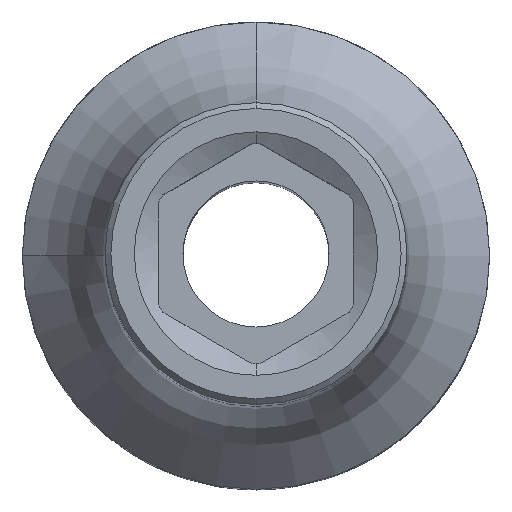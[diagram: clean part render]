
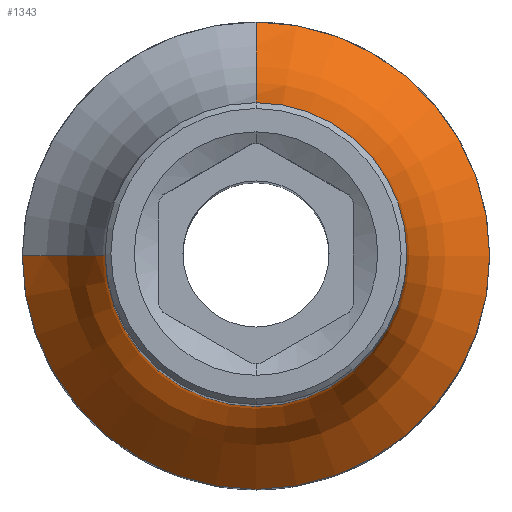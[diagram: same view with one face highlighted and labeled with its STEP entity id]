
A CAD part, top view. The second image highlights one B-rep face of the part: STEP entity #1343.
In plain terms, the highlighted toroidal (fillet/blend) face has major radius 17.75 mm and minor radius 10 mm.
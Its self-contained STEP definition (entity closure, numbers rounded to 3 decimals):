
#160=CARTESIAN_POINT('',(0.,0.,19.));
#161=DIRECTION('',(0.,0.,1.));
#162=DIRECTION('',(1.,0.,0.));
#163=AXIS2_PLACEMENT_3D('',#160,#161,#162);
#393=CARTESIAN_POINT('',(0.,0.,27.182));
#394=DIRECTION('',(0.,0.,1.));
#395=DIRECTION('',(0.,-1.,0.));
#396=AXIS2_PLACEMENT_3D('',#393,#394,#395);
#398=CARTESIAN_POINT('',(0.,0.,19.));
#399=DIRECTION('',(0.,0.,-1.));
#400=DIRECTION('',(1.,0.,0.));
#401=AXIS2_PLACEMENT_3D('',#398,#399,#400);
#403=CARTESIAN_POINT('',(-17.75,0.,27.182));
#404=DIRECTION('',(0.,-1.,0.));
#405=DIRECTION('',(0.575,0.,-0.818));
#406=AXIS2_PLACEMENT_3D('',#403,#404,#405);
#878=CARTESIAN_POINT('',(0.,0.,27.182));
#879=DIRECTION('',(0.,0.,1.));
#880=DIRECTION('',(-1.,0.,0.));
#881=AXIS2_PLACEMENT_3D('',#878,#879,#880);
#888=CARTESIAN_POINT('',(0.,17.75,27.182));
#889=DIRECTION('',(-1.,0.,0.));
#890=DIRECTION('',(0.,-0.575,-0.818));
#891=AXIS2_PLACEMENT_3D('',#888,#889,#890);
#1008=CARTESIAN_POINT('',(12.,0.,19.));
#1009=CARTESIAN_POINT('',(0.,12.,19.));
#1010=VERTEX_POINT('',#1008);
#1011=VERTEX_POINT('',#1009);
#1012=CARTESIAN_POINT('',(-12.,0.,19.));
#1013=VERTEX_POINT('',#1012);
#1014=CARTESIAN_POINT('',(0.,7.75,27.182));
#1015=CARTESIAN_POINT('',(-7.75,0.,27.182));
#1016=VERTEX_POINT('',#1014);
#1017=VERTEX_POINT('',#1015);
#1018=CARTESIAN_POINT('',(0.,-7.75,27.182));
#1019=VERTEX_POINT('',#1018);
#1326=CARTESIAN_POINT('',(0.,0.,27.182));
#1327=DIRECTION('',(0.,0.,1.));
#1328=DIRECTION('',(-0.017,-1.,0.));
#1329=AXIS2_PLACEMENT_3D('',#1326,#1327,#1328);
#1330=TOROIDAL_SURFACE('',#1329,17.75,10.);
#1332=ORIENTED_EDGE('',*,*,#1331,.T.);
#1334=ORIENTED_EDGE('',*,*,#1333,.F.);
#1335=ORIENTED_EDGE('',*,*,#1169,.F.);
#1336=ORIENTED_EDGE('',*,*,#1278,.T.);
#1338=ORIENTED_EDGE('',*,*,#1337,.T.);
#1340=ORIENTED_EDGE('',*,*,#1339,.T.);
#1341=EDGE_LOOP('',(#1332,#1334,#1335,#1336,#1338,#1340));
#1342=FACE_OUTER_BOUND('',#1341,.F.);
#1343=ADVANCED_FACE('',(#1342),#1330,.F.);
#164=CIRCLE('',#163,12.);
#397=CIRCLE('',#396,7.75);
#402=CIRCLE('',#401,12.);
#407=CIRCLE('',#406,10.);
#882=CIRCLE('',#881,7.75);
#892=CIRCLE('',#891,10.);
#1169=EDGE_CURVE('',#1010,#1011,#164,.T.);
#1278=EDGE_CURVE('',#1010,#1013,#402,.T.);
#1331=EDGE_CURVE('',#1019,#1016,#397,.T.);
#1333=EDGE_CURVE('',#1011,#1016,#892,.T.);
#1337=EDGE_CURVE('',#1013,#1017,#407,.T.);
#1339=EDGE_CURVE('',#1017,#1019,#882,.T.);
